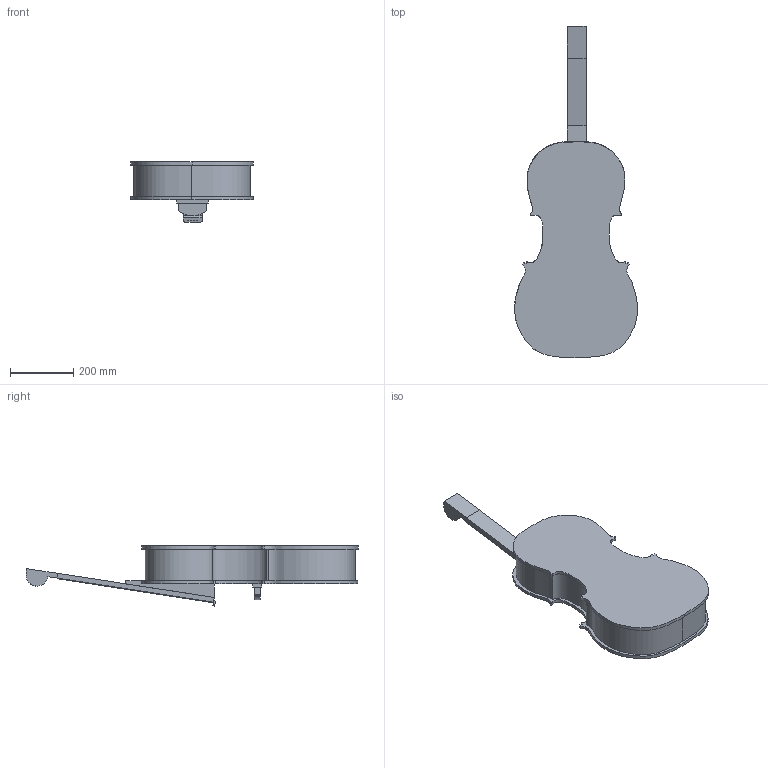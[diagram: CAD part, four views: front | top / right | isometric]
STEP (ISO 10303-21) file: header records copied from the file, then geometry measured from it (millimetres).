
FILE_DESCRIPTION (( 'STEP AP203' ), '1' );
FILE_NAME ('Celio-Assembly.STEP', '2018-10-07T16:51:28', ( '' ), ( '' ), 'SwSTEP 2.0', 'SolidWorks 2016', '' );
FILE_SCHEMA (( 'CONFIG_CONTROL_DESIGN' ));
Length unit declared in the file: millimetre
Products named in the file (12): lem tela; drevenna doska tela - zakl kontura; telo-assembly; drevenna doska tela - zadna; hmatnik drevo; hmatnik hlnik; telo-holder vlakien; hmatnik horny; telo - holder snimaèov; hmatnik-assembly; Celio-Assembly; hmatnik-uchyt o telo
Assembly tree (11 placements, depth 3):
  Celio-Assembly
    telo-assembly
      drevenna doska tela - zakl kontura
      drevenna doska tela - zadna
      lem tela
    hmatnik-assembly
      hmatnik drevo
      hmatnik hlnik
      hmatnik horny
    hmatnik-uchyt o telo
    telo-holder vlakien
    telo - holder snimaèov
Bounding box: 388.36 x 1050.41 x 190.23 mm (x, y, z)
Volume: 5888871.4 mm3; surface area: 1440447.8 mm2
Topology: 9 solids, 9 shells, 138 faces, 357 edges, 238 vertices
Faces by surface type: plane 85, bspline 30, cylinder 23
Entity records: 8927 total; most frequent: CARTESIAN_POINT 4387, ORIENTED_EDGE 714, DIRECTION 593, EDGE_CURVE 357, LINE 249, VECTOR 249, VERTEX_POINT 238, AXIS2_PLACEMENT_3D 172
